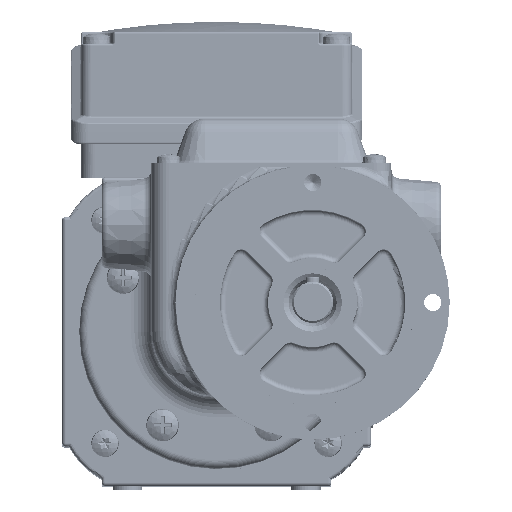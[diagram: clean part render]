
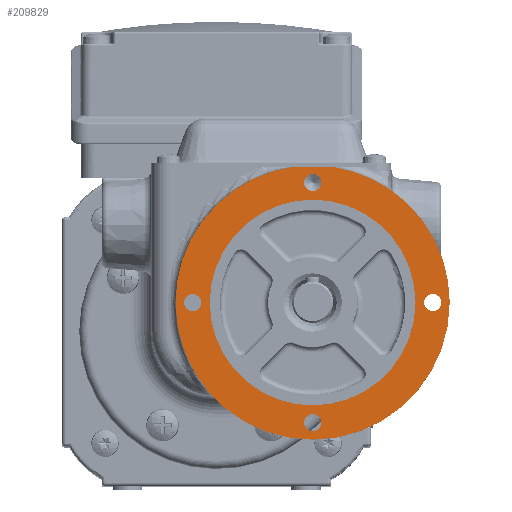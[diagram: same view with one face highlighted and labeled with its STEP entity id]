
A CAD part, top view. The second image highlights one B-rep face of the part: STEP entity #209829.
In plain terms, the highlighted planar face has unit normal (0, 0, 1).
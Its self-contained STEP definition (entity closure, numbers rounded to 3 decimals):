
#138 = ORIENTED_EDGE ( 'NONE', *, *, #106414, .F. ) ;
#3203 = DIRECTION ( 'NONE',  ( 0., 0., 1. ) ) ;
#3420 = CIRCLE ( 'NONE', #131217, 30. ) ;
#3903 = CARTESIAN_POINT ( 'NONE',  ( -11.983, 8.38, 178.5 ) ) ;
#5479 = VERTEX_POINT ( 'NONE', #95992 ) ;
#7040 = DIRECTION ( 'NONE',  ( 0., 0., -1. ) ) ;
#7824 = CARTESIAN_POINT ( 'NONE',  ( 28., 8.38, 178.5 ) ) ;
#9137 = DIRECTION ( 'NONE',  ( 0., 0., 1. ) ) ;
#10027 = VERTEX_POINT ( 'NONE', #72944 ) ;
#17284 = VERTEX_POINT ( 'NONE', #166939 ) ;
#17705 = ORIENTED_EDGE ( 'NONE', *, *, #87486, .F. ) ;
#21054 = AXIS2_PLACEMENT_3D ( 'NONE', #204156, #96240, #222190 ) ;
#21656 = VERTEX_POINT ( 'NONE', #175744 ) ;
#25915 = DIRECTION ( 'NONE',  ( 1., 0., 0. ) ) ;
#26870 = ORIENTED_EDGE ( 'NONE', *, *, #63058, .F. ) ;
#27281 = AXIS2_PLACEMENT_3D ( 'NONE', #189850, #81851, #207969 ) ;
#29295 = CARTESIAN_POINT ( 'NONE',  ( 28., -26.62, 178.5 ) ) ;
#30156 = ORIENTED_EDGE ( 'NONE', *, *, #79007, .F. ) ;
#33098 = CIRCLE ( 'NONE', #27281, 2.5 ) ;
#33422 = DIRECTION ( 'NONE',  ( 0., 0., -1. ) ) ;
#34530 = CIRCLE ( 'NONE', #70884, 30. ) ;
#37013 = FACE_OUTER_BOUND ( 'NONE', #41340, .T. ) ;
#37137 = AXIS2_PLACEMENT_3D ( 'NONE', #7824, #133849, #25915 ) ;
#37516 = AXIS2_PLACEMENT_3D ( 'NONE', #176230, #68207, #194332 ) ;
#40469 = AXIS2_PLACEMENT_3D ( 'NONE', #44722, #170820, #62855 ) ;
#41340 = EDGE_LOOP ( 'NONE', ( #138, #180825, #96597, #128229 ) ) ;
#41982 = VERTEX_POINT ( 'NONE', #112429 ) ;
#43135 = CARTESIAN_POINT ( 'NONE',  ( -2., 8.38, 178.5 ) ) ;
#44722 = CARTESIAN_POINT ( 'NONE',  ( -7., 8.38, 178.5 ) ) ;
#45526 = EDGE_CURVE ( 'NONE', #5479, #77647, #72498, .T. ) ;
#47361 = DIRECTION ( 'NONE',  ( 1., 0., 0. ) ) ;
#48174 = EDGE_CURVE ( 'NONE', #106377, #77647, #68321, .T. ) ;
#48596 = EDGE_CURVE ( 'NONE', #180479, #158473, #34530, .T. ) ;
#51996 = CIRCLE ( 'NONE', #37516, 2.5 ) ;
#53550 = EDGE_CURVE ( 'NONE', #17284, #10027, #120656, .T. ) ;
#56167 = DIRECTION ( 'NONE',  ( 0., 0., 1. ) ) ;
#62855 = DIRECTION ( 'NONE',  ( 1., 0., 0. ) ) ;
#63058 = EDGE_CURVE ( 'NONE', #114336, #104772, #135186, .T. ) ;
#63917 = DIRECTION ( 'NONE',  ( 0., 0., 1. ) ) ;
#68207 = DIRECTION ( 'NONE',  ( 0., 0., 1. ) ) ;
#68321 = CIRCLE ( 'NONE', #132732, 39.983 ) ;
#70884 = AXIS2_PLACEMENT_3D ( 'NONE', #171872, #63917, #189993 ) ;
#72498 = LINE ( 'NONE', #154112, #162779 ) ;
#72944 = CARTESIAN_POINT ( 'NONE',  ( 25.5, -26.62, 178.5 ) ) ;
#74023 = ORIENTED_EDGE ( 'NONE', *, *, #188362, .F. ) ;
#75425 = CARTESIAN_POINT ( 'NONE',  ( 65.5, 8.38, 178.5 ) ) ;
#75728 = DIRECTION ( 'NONE',  ( 0., 0., 1. ) ) ;
#77647 = VERTEX_POINT ( 'NONE', #204851 ) ;
#79007 = EDGE_CURVE ( 'NONE', #119346, #212380, #33098, .T. ) ;
#81763 = CARTESIAN_POINT ( 'NONE',  ( 58., 8.38, 178.5 ) ) ;
#81851 = DIRECTION ( 'NONE',  ( 0., 0., 1. ) ) ;
#82995 = ORIENTED_EDGE ( 'NONE', *, *, #48596, .F. ) ;
#83120 = DIRECTION ( 'NONE',  ( -1., 0., 0. ) ) ;
#83303 = CIRCLE ( 'NONE', #21054, 2.5 ) ;
#84952 = FACE_BOUND ( 'NONE', #186666, .T. ) ;
#87486 = EDGE_CURVE ( 'NONE', #10027, #17284, #91999, .T. ) ;
#88661 = EDGE_CURVE ( 'NONE', #158473, #180479, #3420, .T. ) ;
#88924 = CIRCLE ( 'NONE', #216297, 39.983 ) ;
#90141 = CIRCLE ( 'NONE', #37137, 39.983 ) ;
#90587 = FACE_BOUND ( 'NONE', #96867, .T. ) ;
#90965 = CARTESIAN_POINT ( 'NONE',  ( 28., 8.38, 178.5 ) ) ;
#91999 = CIRCLE ( 'NONE', #118822, 2.5 ) ;
#92020 = CARTESIAN_POINT ( 'NONE',  ( -4.5, 8.38, 178.5 ) ) ;
#93255 = CARTESIAN_POINT ( 'NONE',  ( 60.5, 8.38, 178.5 ) ) ;
#95992 = CARTESIAN_POINT ( 'NONE',  ( 33.372, 48., 178.5 ) ) ;
#96240 = DIRECTION ( 'NONE',  ( 0., 0., 1. ) ) ;
#96597 = ORIENTED_EDGE ( 'NONE', *, *, #48174, .F. ) ;
#96867 = EDGE_LOOP ( 'NONE', ( #134924, #17705 ) ) ;
#104772 = VERTEX_POINT ( 'NONE', #92020 ) ;
#106377 = VERTEX_POINT ( 'NONE', #3903 ) ;
#106414 = EDGE_CURVE ( 'NONE', #5479, #21656, #88924, .T. ) ;
#107832 = CIRCLE ( 'NONE', #40469, 2.5 ) ;
#108184 = EDGE_CURVE ( 'NONE', #104772, #114336, #107832, .T. ) ;
#108325 = PLANE ( 'NONE',  #153045 ) ;
#109096 = DIRECTION ( 'NONE',  ( 1., 0., 0. ) ) ;
#111174 = CARTESIAN_POINT ( 'NONE',  ( 28., -26.62, 178.5 ) ) ;
#112429 = CARTESIAN_POINT ( 'NONE',  ( 25.5, 43.38, 178.5 ) ) ;
#114324 = CARTESIAN_POINT ( 'NONE',  ( -9.5, 8.38, 178.5 ) ) ;
#114336 = VERTEX_POINT ( 'NONE', #114324 ) ;
#114975 = CARTESIAN_POINT ( 'NONE',  ( 28., 8.38, 178.5 ) ) ;
#117056 = CARTESIAN_POINT ( 'NONE',  ( -7., 8.38, 178.5 ) ) ;
#118822 = AXIS2_PLACEMENT_3D ( 'NONE', #111174, #3203, #129266 ) ;
#119346 = VERTEX_POINT ( 'NONE', #75425 ) ;
#120656 = CIRCLE ( 'NONE', #223455, 2.5 ) ;
#123120 = ORIENTED_EDGE ( 'NONE', *, *, #136170, .F. ) ;
#123623 = ORIENTED_EDGE ( 'NONE', *, *, #217614, .F. ) ;
#128229 = ORIENTED_EDGE ( 'NONE', *, *, #158387, .F. ) ;
#129266 = DIRECTION ( 'NONE',  ( 1., 0., 0. ) ) ;
#131217 = AXIS2_PLACEMENT_3D ( 'NONE', #164194, #56167, #182280 ) ;
#132732 = AXIS2_PLACEMENT_3D ( 'NONE', #141314, #33422, #159513 ) ;
#132890 = FACE_BOUND ( 'NONE', #217240, .T. ) ;
#133050 = DIRECTION ( 'NONE',  ( 1., 0., 0. ) ) ;
#133849 = DIRECTION ( 'NONE',  ( 0., 0., -1. ) ) ;
#134924 = ORIENTED_EDGE ( 'NONE', *, *, #53550, .F. ) ;
#135121 = DIRECTION ( 'NONE',  ( 1., 0., 0. ) ) ;
#135186 = CIRCLE ( 'NONE', #152206, 2.5 ) ;
#136170 = EDGE_CURVE ( 'NONE', #212380, #119346, #83303, .T. ) ;
#141314 = CARTESIAN_POINT ( 'NONE',  ( 28., 8.38, 178.5 ) ) ;
#143206 = EDGE_LOOP ( 'NONE', ( #74023, #123623 ) ) ;
#146120 = ORIENTED_EDGE ( 'NONE', *, *, #108184, .F. ) ;
#152206 = AXIS2_PLACEMENT_3D ( 'NONE', #117056, #9137, #135121 ) ;
#153045 = AXIS2_PLACEMENT_3D ( 'NONE', #90965, #216962, #109096 ) ;
#154112 = CARTESIAN_POINT ( 'NONE',  ( 28., 48., 178.5 ) ) ;
#155354 = DIRECTION ( 'NONE',  ( 0., 0., 1. ) ) ;
#158387 = EDGE_CURVE ( 'NONE', #21656, #106377, #90141, .T. ) ;
#158473 = VERTEX_POINT ( 'NONE', #81763 ) ;
#159513 = DIRECTION ( 'NONE',  ( 1., 0., 0. ) ) ;
#162779 = VECTOR ( 'NONE', #83120, 1000. ) ;
#164194 = CARTESIAN_POINT ( 'NONE',  ( 28., 8.38, 178.5 ) ) ;
#166939 = CARTESIAN_POINT ( 'NONE',  ( 30.5, -26.62, 178.5 ) ) ;
#170820 = DIRECTION ( 'NONE',  ( 0., 0., 1. ) ) ;
#171872 = CARTESIAN_POINT ( 'NONE',  ( 28., 8.38, 178.5 ) ) ;
#175744 = CARTESIAN_POINT ( 'NONE',  ( 67.983, 8.38, 178.5 ) ) ;
#176230 = CARTESIAN_POINT ( 'NONE',  ( 28., 43.38, 178.5 ) ) ;
#180479 = VERTEX_POINT ( 'NONE', #43135 ) ;
#180819 = FACE_BOUND ( 'NONE', #143206, .T. ) ;
#180825 = ORIENTED_EDGE ( 'NONE', *, *, #45526, .T. ) ;
#182280 = DIRECTION ( 'NONE',  ( 1., 0., 0. ) ) ;
#183705 = CARTESIAN_POINT ( 'NONE',  ( 28., 43.38, 178.5 ) ) ;
#186666 = EDGE_LOOP ( 'NONE', ( #214202, #82995 ) ) ;
#188362 = EDGE_CURVE ( 'NONE', #194367, #41982, #51996, .T. ) ;
#189850 = CARTESIAN_POINT ( 'NONE',  ( 63., 8.38, 178.5 ) ) ;
#189993 = DIRECTION ( 'NONE',  ( 1., 0., 0. ) ) ;
#194332 = DIRECTION ( 'NONE',  ( 1., 0., 0. ) ) ;
#194367 = VERTEX_POINT ( 'NONE', #209426 ) ;
#196099 = CIRCLE ( 'NONE', #219265, 2.5 ) ;
#201840 = DIRECTION ( 'NONE',  ( 1., 0., 0. ) ) ;
#204156 = CARTESIAN_POINT ( 'NONE',  ( 63., 8.38, 178.5 ) ) ;
#204851 = CARTESIAN_POINT ( 'NONE',  ( 22.628, 48., 178.5 ) ) ;
#207969 = DIRECTION ( 'NONE',  ( 1., 0., 0. ) ) ;
#209426 = CARTESIAN_POINT ( 'NONE',  ( 30.5, 43.38, 178.5 ) ) ;
#209829 = ADVANCED_FACE ( 'NONE', ( #180819, #228691, #90587, #132890, #84952, #37013 ), #108325, .T. ) ;
#212380 = VERTEX_POINT ( 'NONE', #93255 ) ;
#214202 = ORIENTED_EDGE ( 'NONE', *, *, #88661, .F. ) ;
#216297 = AXIS2_PLACEMENT_3D ( 'NONE', #114975, #7040, #133050 ) ;
#216962 = DIRECTION ( 'NONE',  ( 0., 0., 1. ) ) ;
#217240 = EDGE_LOOP ( 'NONE', ( #30156, #123120 ) ) ;
#217614 = EDGE_CURVE ( 'NONE', #41982, #194367, #196099, .T. ) ;
#219265 = AXIS2_PLACEMENT_3D ( 'NONE', #183705, #75728, #201840 ) ;
#222190 = DIRECTION ( 'NONE',  ( 1., 0., 0. ) ) ;
#223455 = AXIS2_PLACEMENT_3D ( 'NONE', #29295, #155354, #47361 ) ;
#228691 = FACE_BOUND ( 'NONE', #230665, .T. ) ;
#230665 = EDGE_LOOP ( 'NONE', ( #146120, #26870 ) ) ;
